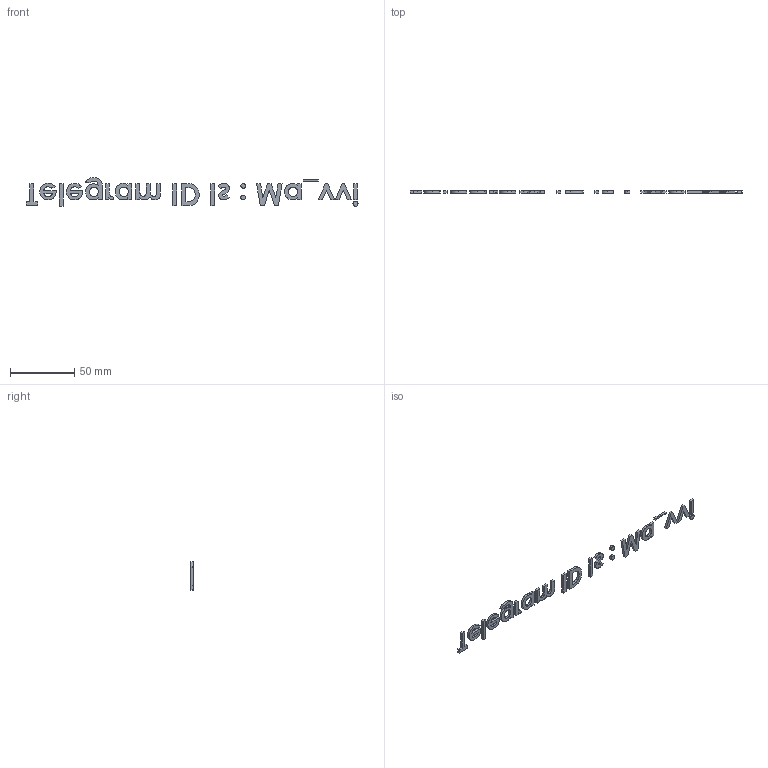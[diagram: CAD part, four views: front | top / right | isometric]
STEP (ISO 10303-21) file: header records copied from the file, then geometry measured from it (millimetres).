
FILE_DESCRIPTION(('FreeCAD Model'),'2;1');
FILE_NAME('Open CASCADE Shape Model','2025-05-08T04:52:50',('FreeCAD'),( 'FreeCAD'),'Open CASCADE STEP processor 7.6','FreeCAD','Unknown');
FILE_SCHEMA(('AUTOMOTIVE_DESIGN { 1 0 10303 214 1 1 1 1 }'));
Length unit declared in the file: millimetre
Products named in the file (1): Open CASCADE STEP translator 7.6 1
Bounding box: 259.27 x 1.79 x 22.54 mm (x, y, z)
Volume: 2823.7 mm3; surface area: 5225.4 mm2
Topology: 21 solids, 21 shells, 236 faces, 582 edges, 388 vertices
Faces by surface type: bspline 236
Entity records: 10698 total; most frequent: CARTESIAN_POINT 6957, ORIENTED_EDGE 1164, EDGE_CURVE 582, B_SPLINE_CURVE_WITH_KNOTS 582, VERTEX_POINT 388, FACE_BOUND 248, EDGE_LOOP 248, ADVANCED_FACE 236
